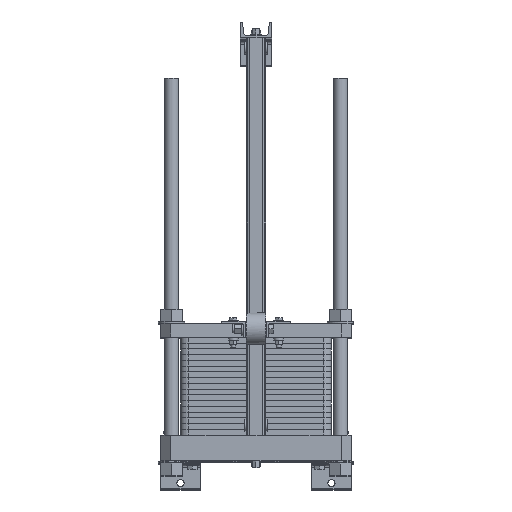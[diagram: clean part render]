
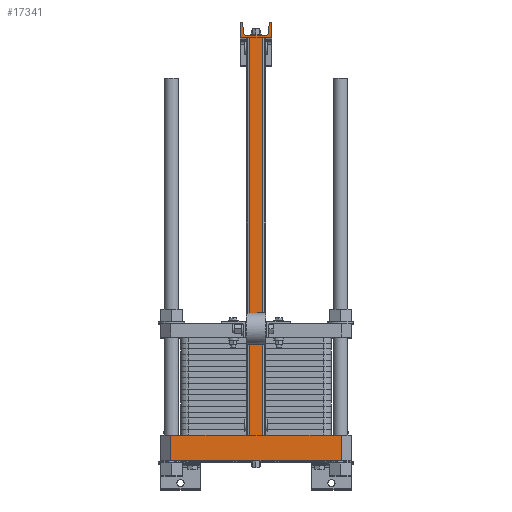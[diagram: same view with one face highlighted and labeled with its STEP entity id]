
A CAD part, top view. The second image highlights one B-rep face of the part: STEP entity #17341.
In plain terms, the highlighted planar face has unit normal (0, 0, 1).
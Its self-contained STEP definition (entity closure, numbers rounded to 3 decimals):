
#1750=LINE('',#25937,#3648);
#1764=LINE('',#26067,#3662);
#1765=LINE('',#26069,#3663);
#1766=LINE('',#26071,#3664);
#1767=LINE('',#26073,#3665);
#1768=LINE('',#26075,#3666);
#1769=LINE('',#26077,#3667);
#1770=LINE('',#26079,#3668);
#1771=LINE('',#26081,#3669);
#1772=LINE('',#26083,#3670);
#1773=LINE('',#26087,#3671);
#1774=LINE('',#26091,#3672);
#1775=LINE('',#26095,#3673);
#1776=LINE('',#26099,#3674);
#1777=LINE('',#26101,#3675);
#1778=LINE('',#26102,#3676);
#3648=VECTOR('',#20227,1.);
#3662=VECTOR('',#20315,10.);
#3663=VECTOR('',#20316,10.);
#3664=VECTOR('',#20317,10.);
#3665=VECTOR('',#20318,10.);
#3666=VECTOR('',#20319,10.);
#3667=VECTOR('',#20320,10.);
#3668=VECTOR('',#20321,10.);
#3669=VECTOR('',#20322,10.);
#3670=VECTOR('',#20323,10.);
#3671=VECTOR('',#20326,10.);
#3672=VECTOR('',#20329,10.);
#3673=VECTOR('',#20332,10.);
#3674=VECTOR('',#20335,10.);
#3675=VECTOR('',#20336,10.);
#3676=VECTOR('',#20337,10.);
#5522=PLANE('',#18318);
#6518=FACE_OUTER_BOUND('',#7431,.T.);
#7431=EDGE_LOOP('',(#13191,#13192,#13193,#13194,#13195,#13196,#13197,#13198,
#13199,#13200,#13201,#13202,#13203,#13204,#13205,#13206,#13207,#13208,#13209,
#13210));
#8645=CIRCLE('',#18319,4.);
#8646=CIRCLE('',#18320,8.);
#8647=CIRCLE('',#18321,8.);
#8648=CIRCLE('',#18322,4.);
#9583=VERTEX_POINT('',#25934);
#9584=VERTEX_POINT('',#25936);
#9615=VERTEX_POINT('',#26066);
#9616=VERTEX_POINT('',#26068);
#9617=VERTEX_POINT('',#26070);
#9618=VERTEX_POINT('',#26072);
#9619=VERTEX_POINT('',#26074);
#9620=VERTEX_POINT('',#26076);
#9621=VERTEX_POINT('',#26078);
#9622=VERTEX_POINT('',#26080);
#9623=VERTEX_POINT('',#26082);
#9624=VERTEX_POINT('',#26084);
#9625=VERTEX_POINT('',#26086);
#9626=VERTEX_POINT('',#26088);
#9627=VERTEX_POINT('',#26090);
#9628=VERTEX_POINT('',#26092);
#9629=VERTEX_POINT('',#26094);
#9630=VERTEX_POINT('',#26096);
#9631=VERTEX_POINT('',#26098);
#9632=VERTEX_POINT('',#26100);
#11027=EDGE_CURVE('',#9584,#9583,#1750,.T.);
#11067=EDGE_CURVE('',#9583,#9615,#1764,.T.);
#11068=EDGE_CURVE('',#9615,#9616,#1765,.T.);
#11069=EDGE_CURVE('',#9617,#9616,#1766,.T.);
#11070=EDGE_CURVE('',#9618,#9617,#1767,.T.);
#11071=EDGE_CURVE('',#9618,#9619,#1768,.T.);
#11072=EDGE_CURVE('',#9619,#9620,#1769,.T.);
#11073=EDGE_CURVE('',#9620,#9621,#1770,.T.);
#11074=EDGE_CURVE('',#9621,#9622,#1771,.T.);
#11075=EDGE_CURVE('',#9622,#9623,#1772,.T.);
#11076=EDGE_CURVE('',#9623,#9624,#8645,.T.);
#11077=EDGE_CURVE('',#9624,#9625,#1773,.T.);
#11078=EDGE_CURVE('',#9625,#9626,#8646,.T.);
#11079=EDGE_CURVE('',#9626,#9627,#1774,.T.);
#11080=EDGE_CURVE('',#9627,#9628,#8647,.T.);
#11081=EDGE_CURVE('',#9628,#9629,#1775,.T.);
#11082=EDGE_CURVE('',#9629,#9630,#8648,.T.);
#11083=EDGE_CURVE('',#9630,#9631,#1776,.T.);
#11084=EDGE_CURVE('',#9631,#9632,#1777,.T.);
#11085=EDGE_CURVE('',#9632,#9584,#1778,.T.);
#13191=ORIENTED_EDGE('',*,*,#11027,.T.);
#13192=ORIENTED_EDGE('',*,*,#11067,.T.);
#13193=ORIENTED_EDGE('',*,*,#11068,.T.);
#13194=ORIENTED_EDGE('',*,*,#11069,.F.);
#13195=ORIENTED_EDGE('',*,*,#11070,.F.);
#13196=ORIENTED_EDGE('',*,*,#11071,.T.);
#13197=ORIENTED_EDGE('',*,*,#11072,.T.);
#13198=ORIENTED_EDGE('',*,*,#11073,.T.);
#13199=ORIENTED_EDGE('',*,*,#11074,.T.);
#13200=ORIENTED_EDGE('',*,*,#11075,.T.);
#13201=ORIENTED_EDGE('',*,*,#11076,.T.);
#13202=ORIENTED_EDGE('',*,*,#11077,.T.);
#13203=ORIENTED_EDGE('',*,*,#11078,.T.);
#13204=ORIENTED_EDGE('',*,*,#11079,.T.);
#13205=ORIENTED_EDGE('',*,*,#11080,.T.);
#13206=ORIENTED_EDGE('',*,*,#11081,.T.);
#13207=ORIENTED_EDGE('',*,*,#11082,.T.);
#13208=ORIENTED_EDGE('',*,*,#11083,.T.);
#13209=ORIENTED_EDGE('',*,*,#11084,.T.);
#13210=ORIENTED_EDGE('',*,*,#11085,.T.);
#17341=ADVANCED_FACE('',(#6518),#5522,.T.);
#18318=AXIS2_PLACEMENT_3D('',#26065,#20313,#20314);
#18319=AXIS2_PLACEMENT_3D('',#26085,#20324,#20325);
#18320=AXIS2_PLACEMENT_3D('',#26089,#20327,#20328);
#18321=AXIS2_PLACEMENT_3D('',#26093,#20330,#20331);
#18322=AXIS2_PLACEMENT_3D('',#26097,#20333,#20334);
#20227=DIRECTION('',(0.,-1.,0.));
#20313=DIRECTION('center_axis',(0.,0.,
1.));
#20314=DIRECTION('ref_axis',(-1.,0.,0.));
#20315=DIRECTION('',(-1.,0.,0.));
#20316=DIRECTION('',(0.,-1.,0.));
#20317=DIRECTION('',(-1.,0.,0.));
#20318=DIRECTION('',(0.,-1.,0.));
#20319=DIRECTION('',(-1.,0.,0.));
#20320=DIRECTION('',(0.,1.,0.));
#20321=DIRECTION('',(1.,0.,0.));
#20322=DIRECTION('',(0.,1.,0.));
#20323=DIRECTION('',(-1.,0.,0.));
#20324=DIRECTION('center_axis',(0.,0.,1.));
#20325=DIRECTION('ref_axis',(0.,1.,0.));
#20326=DIRECTION('',(-0.091,-0.996,0.));
#20327=DIRECTION('center_axis',(0.,0.,-1.));
#20328=DIRECTION('ref_axis',(0.,1.,0.));
#20329=DIRECTION('',(-1.,0.,0.));
#20330=DIRECTION('center_axis',(0.,0.,-1.));
#20331=DIRECTION('ref_axis',(0.996,0.091,0.));
#20332=DIRECTION('',(-0.091,0.996,0.));
#20333=DIRECTION('center_axis',(0.,0.,1.));
#20334=DIRECTION('ref_axis',(0.996,0.091,0.));
#20335=DIRECTION('',(-1.,0.,0.));
#20336=DIRECTION('',(0.,-1.,0.));
#20337=DIRECTION('',(1.,0.,0.));
#25934=CARTESIAN_POINT('',(-16.2,0.,1754.));
#25936=CARTESIAN_POINT('',(-16.2,1000.,1754.));
#25937=CARTESIAN_POINT('',(-16.2,761.,1754.));
#26065=CARTESIAN_POINT('Origin',(215.,0.,1754.));
#26066=CARTESIAN_POINT('',(-215.,0.,1754.));
#26067=CARTESIAN_POINT('',(215.,0.,1754.));
#26068=CARTESIAN_POINT('',(-215.,-65.,1754.));
#26069=CARTESIAN_POINT('',(-215.,0.,1754.));
#26070=CARTESIAN_POINT('',(215.,-65.,1754.));
#26071=CARTESIAN_POINT('',(215.,-65.,1754.));
#26072=CARTESIAN_POINT('',(215.,0.,1754.));
#26073=CARTESIAN_POINT('',(215.,0.,1754.));
#26074=CARTESIAN_POINT('',(16.2,0.,1754.));
#26075=CARTESIAN_POINT('',(215.,0.,1754.));
#26076=CARTESIAN_POINT('',(16.2,1000.,1754.));
#26077=CARTESIAN_POINT('',(16.2,0.,1754.));
#26078=CARTESIAN_POINT('',(40.,1000.,1754.));
#26079=CARTESIAN_POINT('',(-40.,1000.,1754.));
#26080=CARTESIAN_POINT('',(40.,1040.,1754.));
#26081=CARTESIAN_POINT('',(40.,1000.,1754.));
#26082=CARTESIAN_POINT('',(37.45,1040.,1754.));
#26083=CARTESIAN_POINT('',(40.,1040.,1754.));
#26084=CARTESIAN_POINT('',(33.466,1036.366,1754.));
#26085=CARTESIAN_POINT('Origin',(37.45,1036.,1754.));
#26086=CARTESIAN_POINT('',(31.347,1013.269,1754.));
#26087=CARTESIAN_POINT('',(33.466,1036.366,1754.));
#26088=CARTESIAN_POINT('',(23.381,1006.,1754.));
#26089=CARTESIAN_POINT('Origin',(23.381,1014.,1754.));
#26090=CARTESIAN_POINT('',(-23.381,1006.,1754.));
#26091=CARTESIAN_POINT('',(23.381,1006.,1754.));
#26092=CARTESIAN_POINT('',(-31.347,1013.269,1754.));
#26093=CARTESIAN_POINT('Origin',(-23.381,1014.,1754.));
#26094=CARTESIAN_POINT('',(-33.466,1036.366,1754.));
#26095=CARTESIAN_POINT('',(-31.347,1013.269,1754.));
#26096=CARTESIAN_POINT('',(-37.45,1040.,1754.));
#26097=CARTESIAN_POINT('Origin',(-37.45,1036.,1754.));
#26098=CARTESIAN_POINT('',(-40.,1040.,1754.));
#26099=CARTESIAN_POINT('',(-37.45,1040.,1754.));
#26100=CARTESIAN_POINT('',(-40.,1000.,1754.));
#26101=CARTESIAN_POINT('',(-40.,1040.,1754.));
#26102=CARTESIAN_POINT('',(-40.,1000.,1754.));
